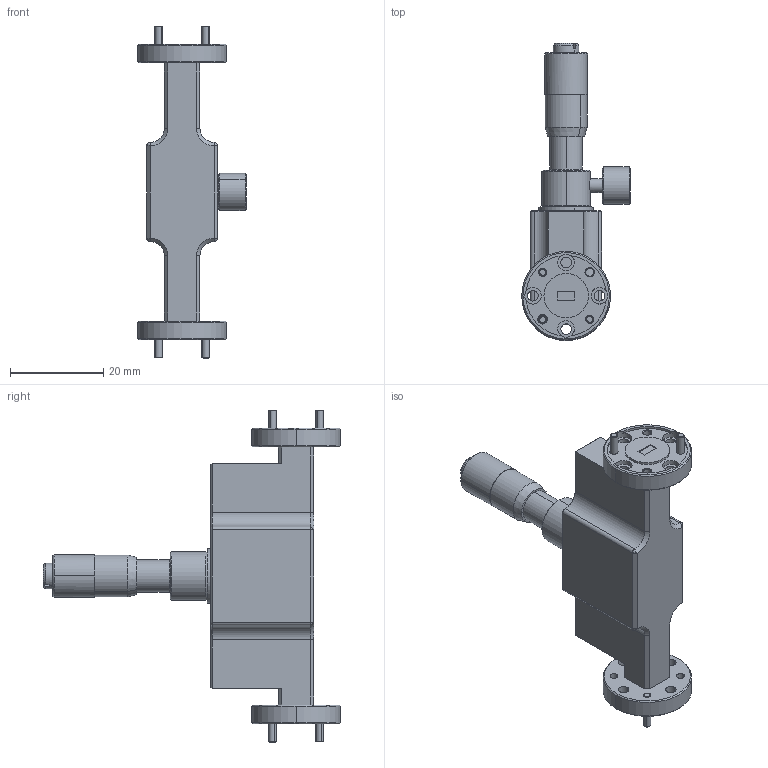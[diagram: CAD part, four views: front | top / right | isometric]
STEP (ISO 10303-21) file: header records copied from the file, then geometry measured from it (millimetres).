
FILE_DESCRIPTION (( 'STEP AP203' ), '1' );
FILE_NAME ('STP-18-15-M1.STEP', '2021-06-11T18:42:03', ( '' ), ( '' ), 'SwSTEP 2.0', 'SolidWorks 2021', '' );
FILE_SCHEMA (( 'CONFIG_CONTROL_DESIGN' ));
Length unit declared in the file: inch
Products named in the file (1): STP-18-15-M1
Bounding box: 23.27 x 63.75 x 71.25 mm (x, y, z)
Volume: 16713.1 mm3; surface area: 7673 mm2
Topology: 5 solids, 7 shells, 426 faces, 968 edges, 586 vertices
Faces by surface type: plane 152, cylinder 144, cone 128, torus 2
Entity records: 12181 total; most frequent: CARTESIAN_POINT 2271, DIRECTION 2206, ORIENTED_EDGE 1920, EDGE_CURVE 960, AXIS2_PLACEMENT_3D 867, VERTEX_POINT 586, EDGE_LOOP 496, VECTOR 472
